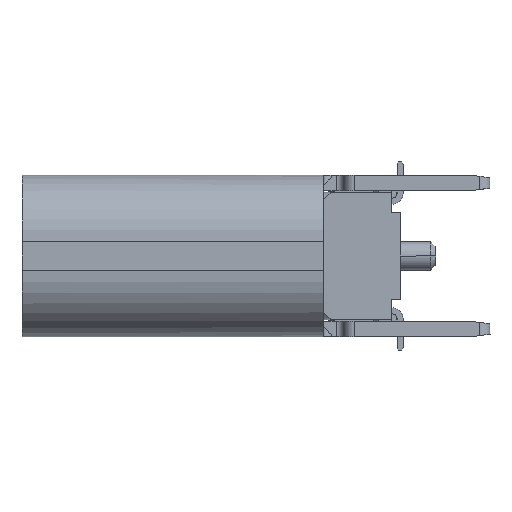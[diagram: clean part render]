
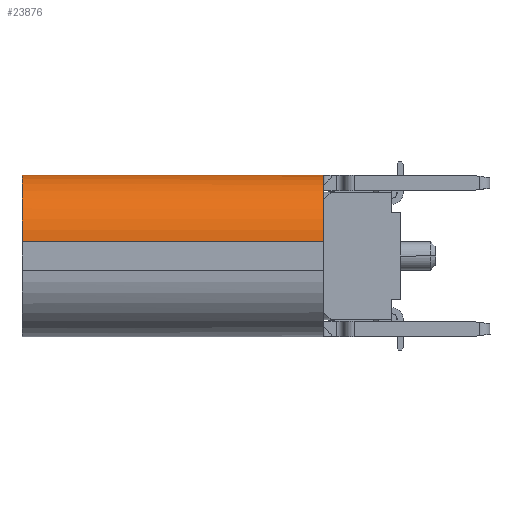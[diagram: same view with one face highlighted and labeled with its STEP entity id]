
A CAD part, left-side view. The second image highlights one B-rep face of the part: STEP entity #23876.
In plain terms, the highlighted cylindrical face has radius 1.3 mm (diameter 2.6 mm), a partial arc.
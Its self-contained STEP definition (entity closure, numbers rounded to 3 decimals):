
#1343 = CARTESIAN_POINT ( 'NONE',  ( 25.17, -14.65, -9.47 ) ) ;
#3322 = CARTESIAN_POINT ( 'NONE',  ( 25.2, -8.75, -8.17 ) ) ;
#4884 = CIRCLE ( 'NONE', #32775, 1.3 ) ;
#4909 = VERTEX_POINT ( 'NONE', #20839 ) ;
#5094 = EDGE_CURVE ( 'NONE', #4909, #26631, #39912, .T. ) ;
#5230 = FACE_OUTER_BOUND ( 'NONE', #13636, .T. ) ;
#7002 = DIRECTION ( 'NONE',  ( 0., 0., -1. ) ) ;
#7091 = CARTESIAN_POINT ( 'NONE',  ( 25.17, -14.65, -8.17 ) ) ;
#7340 = CARTESIAN_POINT ( 'NONE',  ( 25.19, -8.75, -8.17 ) ) ;
#10590 = VERTEX_POINT ( 'NONE', #12325 ) ;
#11355 = DIRECTION ( 'NONE',  ( 0., 0., -1. ) ) ;
#12208 = EDGE_CURVE ( 'NONE', #26631, #10590, #22124, .T. ) ;
#12325 = CARTESIAN_POINT ( 'NONE',  ( 25.17, -8.747, -8.17 ) ) ;
#12359 = VECTOR ( 'NONE', #21002, 1000. ) ;
#12590 = ORIENTED_EDGE ( 'NONE', *, *, #29769, .T. ) ;
#13636 = EDGE_LOOP ( 'NONE', ( #24149, #26077, #12590, #18242, #35890 ) ) ;
#14473 = LINE ( 'NONE', #40366, #18430 ) ;
#17122 = CARTESIAN_POINT ( 'NONE',  ( 25.17, -8.747, -8.17 ) ) ;
#17750 = DIRECTION ( 'NONE',  ( 0., 1., 0. ) ) ;
#18219 = CYLINDRICAL_SURFACE ( 'NONE', #20822, 1.3 ) ;
#18242 = ORIENTED_EDGE ( 'NONE', *, *, #27955, .T. ) ;
#18430 = VECTOR ( 'NONE', #24277, 1000. ) ;
#20114 = CARTESIAN_POINT ( 'NONE',  ( 25.18, -8.749, -8.17 ) ) ;
#20822 = AXIS2_PLACEMENT_3D ( 'NONE', #23976, #36902, #30526 ) ;
#20839 = CARTESIAN_POINT ( 'NONE',  ( 26.47, -8.75, -9.47 ) ) ;
#21002 = DIRECTION ( 'NONE',  ( 0., 1., 0. ) ) ;
#21611 = CARTESIAN_POINT ( 'NONE',  ( 26.47, -14.65, -9.47 ) ) ;
#22124 = B_SPLINE_CURVE_WITH_KNOTS ( 'NONE', 3,
 ( #33065, #7340, #20114, #17122 ),
 .UNSPECIFIED., .F., .F.,
 ( 4, 4 ),
 ( 0., 0. ),
 .UNSPECIFIED. ) ;
#22999 = AXIS2_PLACEMENT_3D ( 'NONE', #26545, #28881, #7002 ) ;
#23876 = ADVANCED_FACE ( 'NONE', ( #5230 ), #18219, .T. ) ;
#23976 = CARTESIAN_POINT ( 'NONE',  ( 25.17, -14.65, -9.47 ) ) ;
#24149 = ORIENTED_EDGE ( 'NONE', *, *, #12208, .T. ) ;
#24186 = CARTESIAN_POINT ( 'NONE',  ( 25.17, -14.65, -8.17 ) ) ;
#24277 = DIRECTION ( 'NONE',  ( 0., 1., 0. ) ) ;
#26077 = ORIENTED_EDGE ( 'NONE', *, *, #29492, .F. ) ;
#26545 = CARTESIAN_POINT ( 'NONE',  ( 25.17, -8.75, -9.47 ) ) ;
#26631 = VERTEX_POINT ( 'NONE', #3322 ) ;
#27955 = EDGE_CURVE ( 'NONE', #41888, #4909, #14473, .T. ) ;
#28869 = VERTEX_POINT ( 'NONE', #7091 ) ;
#28881 = DIRECTION ( 'NONE',  ( 0., -1., 0. ) ) ;
#29492 = EDGE_CURVE ( 'NONE', #28869, #10590, #37314, .T. ) ;
#29769 = EDGE_CURVE ( 'NONE', #28869, #41888, #4884, .T. ) ;
#30526 = DIRECTION ( 'NONE',  ( 0., 0., -1. ) ) ;
#32775 = AXIS2_PLACEMENT_3D ( 'NONE', #1343, #17750, #11355 ) ;
#33065 = CARTESIAN_POINT ( 'NONE',  ( 25.2, -8.75, -8.17 ) ) ;
#35890 = ORIENTED_EDGE ( 'NONE', *, *, #5094, .T. ) ;
#36902 = DIRECTION ( 'NONE',  ( 0., -1., 0. ) ) ;
#37314 = LINE ( 'NONE', #24186, #12359 ) ;
#39912 = CIRCLE ( 'NONE', #22999, 1.3 ) ;
#40366 = CARTESIAN_POINT ( 'NONE',  ( 26.47, -14.65, -9.47 ) ) ;
#41888 = VERTEX_POINT ( 'NONE', #21611 ) ;
